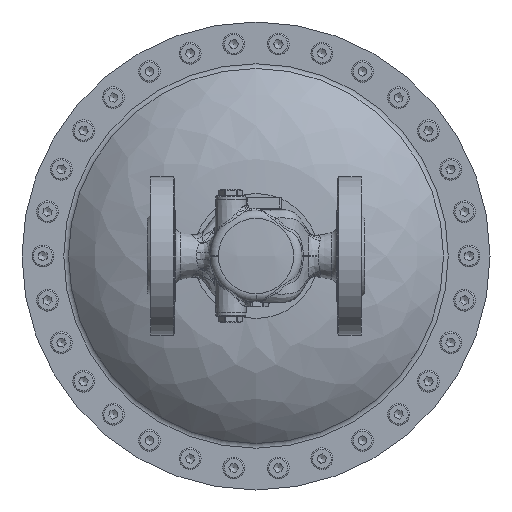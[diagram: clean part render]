
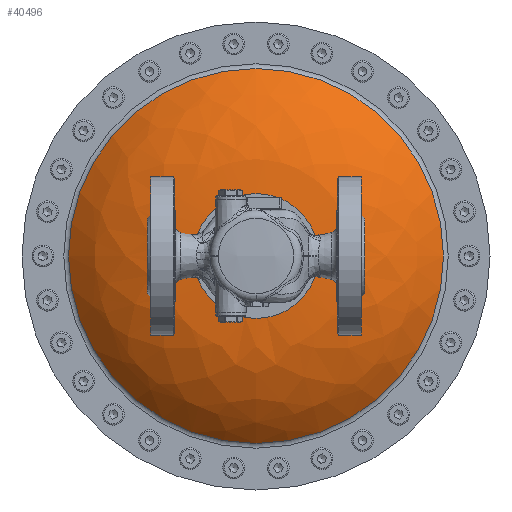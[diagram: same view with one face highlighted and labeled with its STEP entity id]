
A CAD part, front view. The second image highlights one B-rep face of the part: STEP entity #40496.
In plain terms, the highlighted free-form (B-spline) face has degree [2, 2] with [3, 9] control points.
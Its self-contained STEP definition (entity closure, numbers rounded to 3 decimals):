
#1379=(
BOUNDED_SURFACE()
B_SPLINE_SURFACE(2,2,((#84831,#84832,#84833,#84834,#84835,#84836,#84837,
#84838,#84839),(#84840,#84841,#84842,#84843,#84844,#84845,#84846,#84847,
#84848),(#84849,#84850,#84851,#84852,#84853,#84854,#84855,#84856,#84857)),
 .UNSPECIFIED.,.F.,.T.,.F.)
B_SPLINE_SURFACE_WITH_KNOTS((3,3),(3,2,2,2,3),(0.778,1.571),
(-3.142,-1.571,0.,1.571,3.142),
 .UNSPECIFIED.)
GEOMETRIC_REPRESENTATION_ITEM()
RATIONAL_B_SPLINE_SURFACE(((1.,0.707,1.,0.707,1.,
0.707,1.,0.707,1.),(0.922,0.652,
0.922,0.652,0.922,0.652,
0.922,0.652,0.922),(1.,0.707,
1.,0.707,1.,0.707,1.,0.707,1.)))
REPRESENTATION_ITEM('')
SURFACE()
);
#5421=FACE_OUTER_BOUND('',#7957,.T.);
#7957=EDGE_LOOP('',(#35285,#35286,#35287,#35288));
#13537=CIRCLE('',#41367,112.151);
#14959=CIRCLE('',#44427,37.355);
#14960=CIRCLE('',#44428,105.);
#15766=VERTEX_POINT('',#57204);
#18757=VERTEX_POINT('',#84858);
#19843=EDGE_CURVE('',#15766,#15766,#13537,.T.);
#24432=EDGE_CURVE('',#18757,#18757,#14959,.T.);
#24433=EDGE_CURVE('',#18757,#15766,#14960,.T.);
#35285=ORIENTED_EDGE('',*,*,#24432,.F.);
#35286=ORIENTED_EDGE('',*,*,#24433,.T.);
#35287=ORIENTED_EDGE('',*,*,#19843,.T.);
#35288=ORIENTED_EDGE('',*,*,#24433,.F.);
#40496=ADVANCED_FACE('',(#5421),#1379,.F.);
#41367=AXIS2_PLACEMENT_3D('',#57206,#45911,#45912);
#44427=AXIS2_PLACEMENT_3D('',#84859,#53434,#53435);
#44428=AXIS2_PLACEMENT_3D('',#84860,#53436,#53437);
#45911=DIRECTION('center_axis',(0.,-1.,0.));
#45912=DIRECTION('ref_axis',(-1.,0.,0.));
#53434=DIRECTION('center_axis',(0.,-1.,0.));
#53435=DIRECTION('ref_axis',(-1.,0.,0.));
#53436=DIRECTION('center_axis',(1.,0.,0.));
#53437=DIRECTION('ref_axis',(0.,0.,
-1.));
#57204=CARTESIAN_POINT('',(0.,94.707,-112.151));
#57206=CARTESIAN_POINT('Origin',(0.,94.707,
0.));
#84831=CARTESIAN_POINT('Ctrl Pts',(0.,94.707,
-112.151));
#84832=CARTESIAN_POINT('Ctrl Pts',(112.151,94.707,-112.151));
#84833=CARTESIAN_POINT('Ctrl Pts',(112.151,94.707,0.));
#84834=CARTESIAN_POINT('Ctrl Pts',(112.151,94.707,112.151));
#84835=CARTESIAN_POINT('Ctrl Pts',(0.,94.707,
112.151));
#84836=CARTESIAN_POINT('Ctrl Pts',(-112.151,94.707,112.151));
#84837=CARTESIAN_POINT('Ctrl Pts',(-112.151,94.707,0.));
#84838=CARTESIAN_POINT('Ctrl Pts',(-112.151,94.707,-112.151));
#84839=CARTESIAN_POINT('Ctrl Pts',(0.,94.707,
-112.151));
#84840=CARTESIAN_POINT('Ctrl Pts',(0.,63.4,
-81.305));
#84841=CARTESIAN_POINT('Ctrl Pts',(81.305,63.4,-81.305));
#84842=CARTESIAN_POINT('Ctrl Pts',(81.305,63.4,0.));
#84843=CARTESIAN_POINT('Ctrl Pts',(81.305,63.4,81.305));
#84844=CARTESIAN_POINT('Ctrl Pts',(0.,63.4,
81.305));
#84845=CARTESIAN_POINT('Ctrl Pts',(-81.305,63.4,81.305));
#84846=CARTESIAN_POINT('Ctrl Pts',(-81.305,63.4,0.));
#84847=CARTESIAN_POINT('Ctrl Pts',(-81.305,63.4,-81.305));
#84848=CARTESIAN_POINT('Ctrl Pts',(0.,63.4,
-81.305));
#84849=CARTESIAN_POINT('Ctrl Pts',(0.,63.4,
-37.355));
#84850=CARTESIAN_POINT('Ctrl Pts',(37.355,63.4,-37.355));
#84851=CARTESIAN_POINT('Ctrl Pts',(37.355,63.4,0.));
#84852=CARTESIAN_POINT('Ctrl Pts',(37.355,63.4,37.355));
#84853=CARTESIAN_POINT('Ctrl Pts',(0.,63.4,
37.355));
#84854=CARTESIAN_POINT('Ctrl Pts',(-37.355,63.4,37.355));
#84855=CARTESIAN_POINT('Ctrl Pts',(-37.355,63.4,0.));
#84856=CARTESIAN_POINT('Ctrl Pts',(-37.355,63.4,-37.355));
#84857=CARTESIAN_POINT('Ctrl Pts',(0.,63.4,
-37.355));
#84858=CARTESIAN_POINT('',(0.,63.4,-37.355));
#84859=CARTESIAN_POINT('Origin',(0.,63.4,
0.));
#84860=CARTESIAN_POINT('Origin',(0.,168.4,-37.355));
